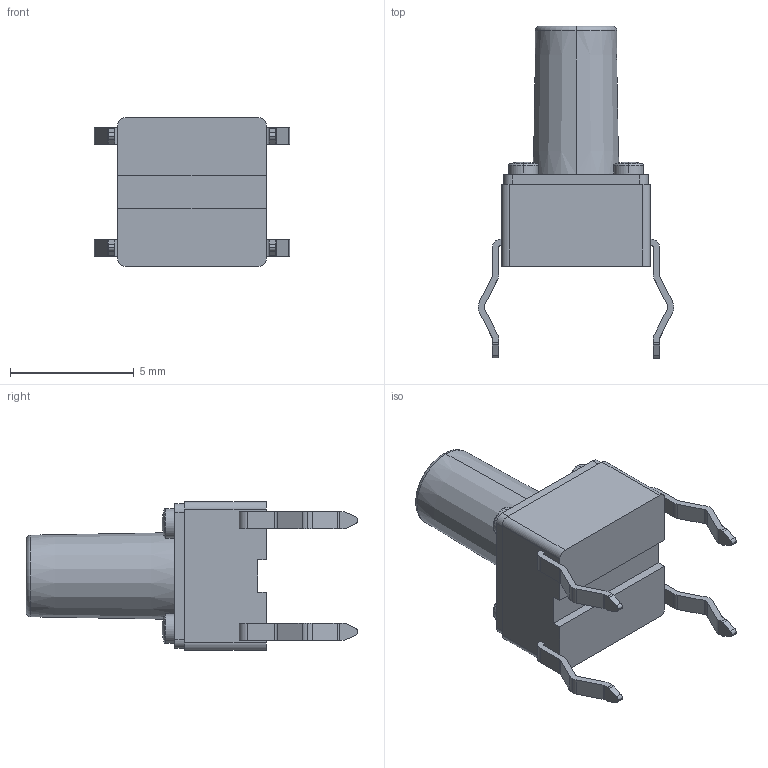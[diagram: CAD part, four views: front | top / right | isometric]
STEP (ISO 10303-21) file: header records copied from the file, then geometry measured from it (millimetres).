
FILE_DESCRIPTION (( 'STEP AP214' ), '1' );
FILE_NAME ('TS02-66-95-BK-260-LCR-D.STEP', '2021-12-08T19:22:45', ( '' ), ( '' ), 'SwSTEP 2.0', 'SolidWorks 2017', '' );
FILE_SCHEMA (( 'AUTOMOTIVE_DESIGN' ));
Length unit declared in the file: millimetre
Products named in the file (1): TS02-66-95-BK-260-LCR-D
Bounding box: 7.9 x 13.4 x 6 mm (x, y, z)
Volume: 189.2 mm3; surface area: 348.4 mm2
Topology: 7 solids, 7 shells, 182 faces, 472 edges, 308 vertices
Faces by surface type: plane 82, cylinder 80, torus 18, cone 2
Entity records: 5722 total; most frequent: DIRECTION 1036, CARTESIAN_POINT 963, ORIENTED_EDGE 944, EDGE_CURVE 472, AXIS2_PLACEMENT_3D 381, VERTEX_POINT 308, VECTOR 274, LINE 274
